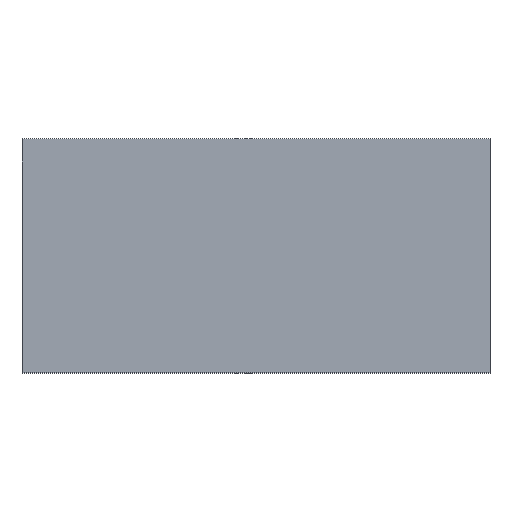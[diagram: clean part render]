
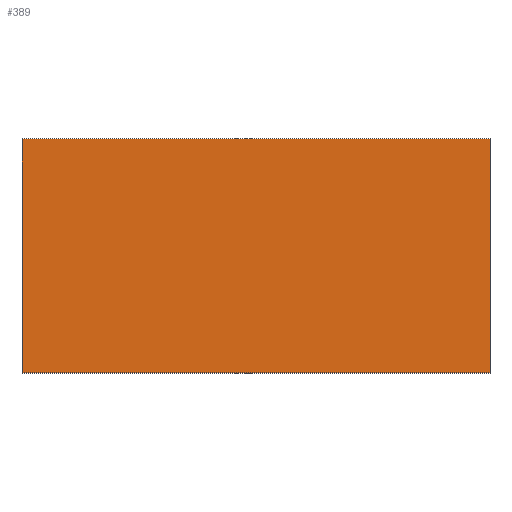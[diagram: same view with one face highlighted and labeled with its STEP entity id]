
A CAD part, top view. The second image highlights one B-rep face of the part: STEP entity #389.
In plain terms, the highlighted planar face has unit normal (0, 0, 1).
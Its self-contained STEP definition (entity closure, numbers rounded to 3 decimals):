
#187=PLANE('',#2666);
#389=ADVANCED_FACE('',(#574),#187,.T.);
#574=FACE_OUTER_BOUND('',#739,.T.);
#739=EDGE_LOOP('',(#1655,#1656,#1657,#1658));
#870=LINE('',#12484,#941);
#871=LINE('',#12486,#942);
#872=LINE('',#12488,#943);
#873=LINE('',#12490,#944);
#941=VECTOR('',#3057,1.);
#942=VECTOR('',#3060,1.);
#943=VECTOR('',#3061,1.);
#944=VECTOR('',#3062,1.);
#1655=ORIENTED_EDGE('',*,*,#2275,.T.);
#1656=ORIENTED_EDGE('',*,*,#2274,.T.);
#1657=ORIENTED_EDGE('',*,*,#2276,.T.);
#1658=ORIENTED_EDGE('',*,*,#2277,.T.);
#1910=VERTEX_POINT('',#12481);
#1911=VERTEX_POINT('',#12483);
#1912=VERTEX_POINT('',#12487);
#1913=VERTEX_POINT('',#12489);
#2274=EDGE_CURVE('',#1910,#1911,#870,.T.);
#2275=EDGE_CURVE('',#1912,#1910,#871,.T.);
#2276=EDGE_CURVE('',#1911,#1913,#872,.T.);
#2277=EDGE_CURVE('',#1913,#1912,#873,.T.);
#2666=AXIS2_PLACEMENT_3D('',#12491,#3063,#3064);
#3057=DIRECTION('',(0.,-1.,0.));
#3060=DIRECTION('',(-1.,0.,0.));
#3061=DIRECTION('',(1.,0.,0.));
#3062=DIRECTION('',(0.,1.,0.));
#3063=DIRECTION('',(0.,0.,1.));
#3064=DIRECTION('',(1.,0.,0.));
#12481=CARTESIAN_POINT('',(-60.,30.,24.9));
#12483=CARTESIAN_POINT('',(-60.,-30.,24.9));
#12484=CARTESIAN_POINT('',(-60.,30.,24.9));
#12486=CARTESIAN_POINT('',(60.,30.,24.9));
#12487=CARTESIAN_POINT('',(60.,30.,24.9));
#12488=CARTESIAN_POINT('',(-60.,-30.,24.9));
#12489=CARTESIAN_POINT('',(60.,-30.,24.9));
#12490=CARTESIAN_POINT('',(60.,-30.,24.9));
#12491=CARTESIAN_POINT('',(0.,0.,24.9));
